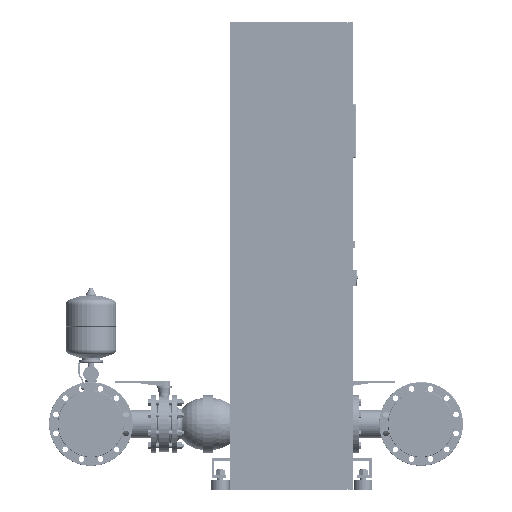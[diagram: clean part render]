
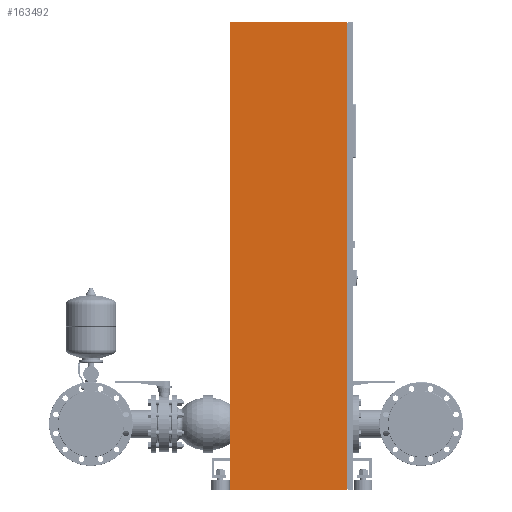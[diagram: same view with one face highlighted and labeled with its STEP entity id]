
A CAD part, left-side view. The second image highlights one B-rep face of the part: STEP entity #163492.
In plain terms, the highlighted planar face has unit normal (-1, 0, 0).
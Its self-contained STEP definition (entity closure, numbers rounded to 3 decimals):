
#163453=CARTESIAN_POINT('',(-950.0,250.0,0.0));
#163454=DIRECTION('',(-1.0,0.0,0.0));
#163455=DIRECTION('',(0.0,-1.0,0.0));
#163456=AXIS2_PLACEMENT_3D('',#163453,#163454,#163455);
#163457=PLANE('',#163456);
#163458=CARTESIAN_POINT('',(-950.0,-225.0,0.));
#163459=VERTEX_POINT('',#163458);
#163460=CARTESIAN_POINT('',(-950.,-225.,1900.0));
#163461=VERTEX_POINT('',#163460);
#163462=CARTESIAN_POINT('',(-950.0,-225.0,0.));
#163463=DIRECTION('',(0.0,0.0,1.0));
#163464=VECTOR('',#163463,1900.0);
#163465=LINE('',#163462,#163464);
#163466=EDGE_CURVE('',#163459,#163461,#163465,.T.);
#163467=ORIENTED_EDGE('',*,*,#163466,.T.);
#163468=CARTESIAN_POINT('',(-950.,250.,1900.0));
#163469=VERTEX_POINT('',#163468);
#163470=CARTESIAN_POINT('',(-950.,250.,1900.0));
#163471=DIRECTION('',(0.0,-1.0,0.0));
#163472=VECTOR('',#163471,475.0);
#163473=LINE('',#163470,#163472);
#163474=EDGE_CURVE('',#163469,#163461,#163473,.T.);
#163475=ORIENTED_EDGE('',*,*,#163474,.F.);
#163476=CARTESIAN_POINT('',(-950.0,250.0,0.0));
#163477=VERTEX_POINT('',#163476);
#163478=CARTESIAN_POINT('',(-950.,250.,1900.0));
#163479=DIRECTION('',(0.0,0.0,-1.0));
#163480=VECTOR('',#163479,1900.0);
#163481=LINE('',#163478,#163480);
#163482=EDGE_CURVE('',#163469,#163477,#163481,.T.);
#163483=ORIENTED_EDGE('',*,*,#163482,.T.);
#163484=CARTESIAN_POINT('',(-950.0,250.0,0.0));
#163485=DIRECTION('',(0.0,-1.0,0.0));
#163486=VECTOR('',#163485,475.0);
#163487=LINE('',#163484,#163486);
#163488=EDGE_CURVE('',#163477,#163459,#163487,.T.);
#163489=ORIENTED_EDGE('',*,*,#163488,.T.);
#163490=EDGE_LOOP('',(#163467,#163475,#163483,#163489));
#163491=FACE_OUTER_BOUND('',#163490,.T.);
#163492=ADVANCED_FACE('',(#163491),#163457,.T.);
